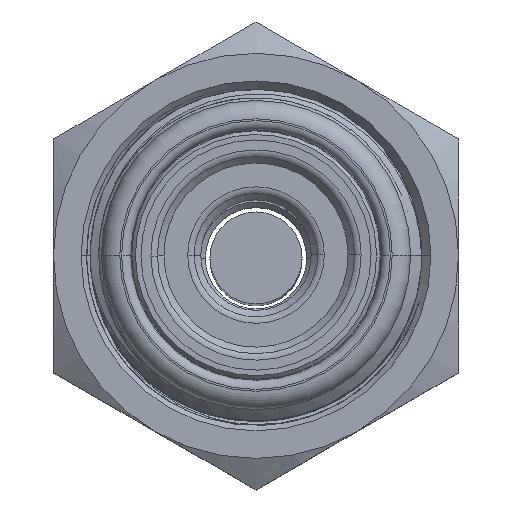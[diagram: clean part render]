
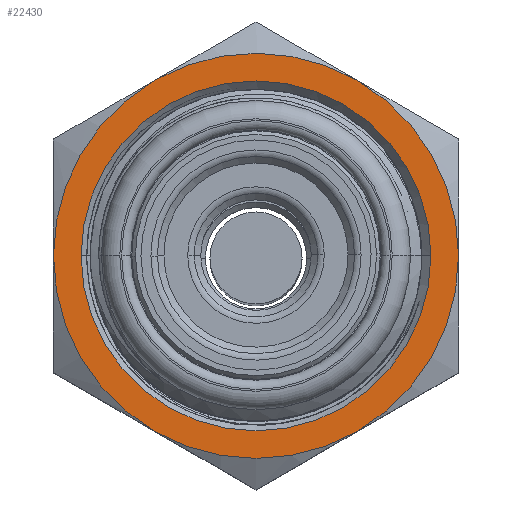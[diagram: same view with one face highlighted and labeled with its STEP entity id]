
A CAD part, top view. The second image highlights one B-rep face of the part: STEP entity #22430.
In plain terms, the highlighted planar face has unit normal (0, 0, 1).
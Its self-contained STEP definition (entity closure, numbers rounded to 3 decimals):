
#21360=CARTESIAN_POINT('',(0.,0.,2.));
#21361=DIRECTION('',(0.,0.,-1.));
#21362=DIRECTION('',(1.,0.,0.));
#21363=AXIS2_PLACEMENT_3D('',#21360,#21361,#21362);
#21365=CARTESIAN_POINT('',(0.,0.,2.));
#21366=DIRECTION('',(0.,0.,-1.));
#21367=DIRECTION('',(-1.,0.,0.));
#21368=AXIS2_PLACEMENT_3D('',#21365,#21366,#21367);
#21370=CARTESIAN_POINT('',(0.,0.,2.));
#21371=DIRECTION('',(0.,0.,1.));
#21372=DIRECTION('',(-1.,0.,0.));
#21373=AXIS2_PLACEMENT_3D('',#21370,#21371,#21372);
#21375=CARTESIAN_POINT('',(0.,0.,2.));
#21376=DIRECTION('',(0.,0.,1.));
#21377=DIRECTION('',(-0.51,0.86,0.));
#21378=AXIS2_PLACEMENT_3D('',#21375,#21376,#21377);
#21380=DIRECTION('',(-0.866,-0.5,0.));
#21381=VECTOR('',#21380,0.255);
#21382=CARTESIAN_POINT('',(-5.39,9.589,2.));
#21383=LINE('',#21382,#21381);
#21384=CARTESIAN_POINT('',(0.,0.,2.));
#21385=DIRECTION('',(0.,0.,1.));
#21386=DIRECTION('',(0.5,0.866,0.));
#21387=AXIS2_PLACEMENT_3D('',#21384,#21385,#21386);
#21389=CARTESIAN_POINT('',(0.,0.,2.));
#21390=DIRECTION('',(0.,0.,1.));
#21391=DIRECTION('',(1.,0.,0.));
#21392=AXIS2_PLACEMENT_3D('',#21389,#21390,#21391);
#21394=CARTESIAN_POINT('',(0.,0.,2.));
#21395=DIRECTION('',(0.,0.,1.));
#21396=DIRECTION('',(0.5,-0.866,0.));
#21397=AXIS2_PLACEMENT_3D('',#21394,#21395,#21396);
#21399=CARTESIAN_POINT('',(0.,0.,2.));
#21400=DIRECTION('',(0.,0.,1.));
#21401=DIRECTION('',(-0.5,-0.866,0.));
#21402=AXIS2_PLACEMENT_3D('',#21399,#21400,#21401);
#21644=CARTESIAN_POINT('',(9.5,0.,2.));
#21645=CARTESIAN_POINT('',(-9.5,0.,2.));
#21646=VERTEX_POINT('',#21644);
#21647=VERTEX_POINT('',#21645);
#21677=CARTESIAN_POINT('',(-11.,0.,2.));
#21678=CARTESIAN_POINT('',(-5.5,-9.526,2.));
#21679=VERTEX_POINT('',#21677);
#21680=VERTEX_POINT('',#21678);
#21681=CARTESIAN_POINT('',(5.5,-9.526,2.));
#21682=VERTEX_POINT('',#21681);
#21683=CARTESIAN_POINT('',(11.,0.,2.));
#21684=VERTEX_POINT('',#21683);
#21685=CARTESIAN_POINT('',(5.5,9.526,2.));
#21686=VERTEX_POINT('',#21685);
#21687=CARTESIAN_POINT('',(-5.39,9.589,2.));
#21688=VERTEX_POINT('',#21687);
#21689=CARTESIAN_POINT('',(-5.611,9.461,2.));
#21690=VERTEX_POINT('',#21689);
#22405=CARTESIAN_POINT('',(0.,0.,2.));
#22406=DIRECTION('',(0.,0.,1.));
#22407=DIRECTION('',(1.,0.,0.));
#22408=AXIS2_PLACEMENT_3D('',#22405,#22406,#22407);
#22409=PLANE('',#22408);
#22411=ORIENTED_EDGE('',*,*,#22410,.F.);
#22413=ORIENTED_EDGE('',*,*,#22412,.F.);
#22415=ORIENTED_EDGE('',*,*,#22414,.F.);
#22417=ORIENTED_EDGE('',*,*,#22416,.F.);
#22419=ORIENTED_EDGE('',*,*,#22418,.F.);
#22421=ORIENTED_EDGE('',*,*,#22420,.F.);
#22423=ORIENTED_EDGE('',*,*,#22422,.F.);
#22424=EDGE_LOOP('',(#22411,#22413,#22415,#22417,#22419,#22421,#22423));
#22425=FACE_OUTER_BOUND('',#22424,.F.);
#22426=ORIENTED_EDGE('',*,*,#22124,.F.);
#22427=ORIENTED_EDGE('',*,*,#22399,.F.);
#22428=EDGE_LOOP('',(#22426,#22427));
#22429=FACE_BOUND('',#22428,.F.);
#21364=CIRCLE('',#21363,9.5);
#21369=CIRCLE('',#21368,9.5);
#21374=CIRCLE('',#21373,11.);
#21379=CIRCLE('',#21378,11.);
#21388=CIRCLE('',#21387,11.);
#21393=CIRCLE('',#21392,11.);
#21398=CIRCLE('',#21397,11.);
#21403=CIRCLE('',#21402,11.);
#22124=EDGE_CURVE('',#21646,#21647,#21364,.T.);
#22399=EDGE_CURVE('',#21647,#21646,#21369,.T.);
#22410=EDGE_CURVE('',#21679,#21680,#21374,.T.);
#22412=EDGE_CURVE('',#21690,#21679,#21379,.T.);
#22414=EDGE_CURVE('',#21688,#21690,#21383,.T.);
#22416=EDGE_CURVE('',#21686,#21688,#21388,.T.);
#22418=EDGE_CURVE('',#21684,#21686,#21393,.T.);
#22420=EDGE_CURVE('',#21682,#21684,#21398,.T.);
#22422=EDGE_CURVE('',#21680,#21682,#21403,.T.);
#22430=ADVANCED_FACE('',(#22425,#22429),#22409,.T.);
